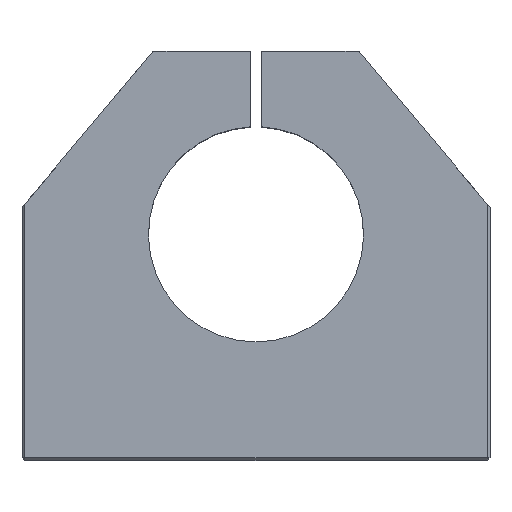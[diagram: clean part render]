
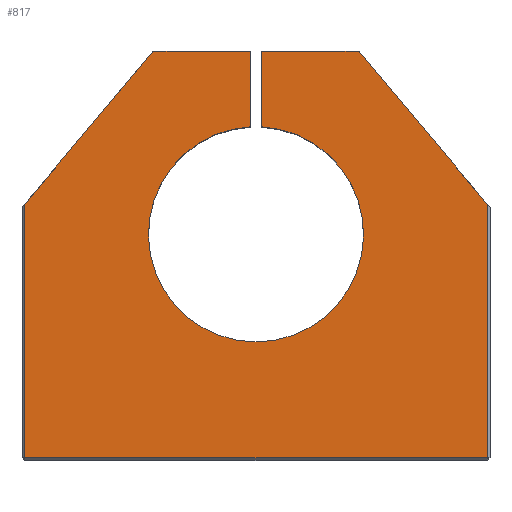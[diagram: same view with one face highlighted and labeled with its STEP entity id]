
A CAD part, top view. The second image highlights one B-rep face of the part: STEP entity #817.
In plain terms, the highlighted planar face has unit normal (0, 0, 1).
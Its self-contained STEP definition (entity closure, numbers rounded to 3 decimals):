
#67=CIRCLE('',#911,20.);
#111=FACE_OUTER_BOUND('',#168,.T.);
#168=EDGE_LOOP('',(#700,#701,#702,#703,#704,#705,#706,#707,#708,#709));
#204=LINE('',#1252,#284);
#208=LINE('',#1297,#288);
#221=LINE('',#1349,#301);
#226=LINE('',#1359,#306);
#247=LINE('',#1401,#327);
#251=LINE('',#1409,#331);
#253=LINE('',#1413,#333);
#254=LINE('',#1417,#334);
#255=LINE('',#1418,#335);
#284=VECTOR('',#985,10.);
#288=VECTOR('',#1005,10.);
#301=VECTOR('',#1064,10.);
#306=VECTOR('',#1073,10.);
#327=VECTOR('',#1112,10.);
#331=VECTOR('',#1124,10.);
#333=VECTOR('',#1128,10.);
#334=VECTOR('',#1131,10.);
#335=VECTOR('',#1132,10.);
#361=VERTEX_POINT('',#1242);
#365=VERTEX_POINT('',#1250);
#371=VERTEX_POINT('',#1293);
#373=VERTEX_POINT('',#1296);
#389=VERTEX_POINT('',#1347);
#392=VERTEX_POINT('',#1357);
#401=VERTEX_POINT('',#1383);
#405=VERTEX_POINT('',#1412);
#406=VERTEX_POINT('',#1414);
#407=VERTEX_POINT('',#1416);
#443=EDGE_CURVE('',#361,#365,#204,.T.);
#453=EDGE_CURVE('',#373,#371,#208,.T.);
#478=EDGE_CURVE('',#389,#371,#221,.T.);
#483=EDGE_CURVE('',#392,#365,#226,.T.);
#505=EDGE_CURVE('',#401,#389,#247,.T.);
#509=EDGE_CURVE('',#361,#401,#251,.T.);
#511=EDGE_CURVE('',#405,#392,#253,.T.);
#512=EDGE_CURVE('',#406,#405,#67,.T.);
#513=EDGE_CURVE('',#407,#406,#254,.T.);
#514=EDGE_CURVE('',#373,#407,#255,.T.);
#700=ORIENTED_EDGE('',*,*,#453,.T.);
#701=ORIENTED_EDGE('',*,*,#478,.F.);
#702=ORIENTED_EDGE('',*,*,#505,.F.);
#703=ORIENTED_EDGE('',*,*,#509,.F.);
#704=ORIENTED_EDGE('',*,*,#443,.T.);
#705=ORIENTED_EDGE('',*,*,#483,.F.);
#706=ORIENTED_EDGE('',*,*,#511,.F.);
#707=ORIENTED_EDGE('',*,*,#512,.F.);
#708=ORIENTED_EDGE('',*,*,#513,.F.);
#709=ORIENTED_EDGE('',*,*,#514,.F.);
#769=PLANE('',#910);
#817=ADVANCED_FACE('',(#111),#769,.T.);
#910=AXIS2_PLACEMENT_3D('',#1411,#1126,#1127);
#911=AXIS2_PLACEMENT_3D('',#1415,#1129,#1130);
#985=DIRECTION('',(-0.643,0.766,0.));
#1005=DIRECTION('',(-0.643,-0.766,0.));
#1064=DIRECTION('',(0.,1.,0.));
#1073=DIRECTION('',(1.,0.,0.));
#1112=DIRECTION('',(-1.,0.,0.));
#1124=DIRECTION('',(0.,-1.,0.));
#1126=DIRECTION('center_axis',(0.,0.,1.));
#1127=DIRECTION('ref_axis',(1.,0.,0.));
#1128=DIRECTION('',(0.,1.,0.));
#1129=DIRECTION('center_axis',(0.,0.,1.));
#1130=DIRECTION('ref_axis',(0.05,-0.999,0.));
#1131=DIRECTION('',(0.,-1.,0.));
#1132=DIRECTION('',(1.,0.,0.));
#1242=CARTESIAN_POINT('',(43.,9.596,20.));
#1250=CARTESIAN_POINT('',(19.166,38.,20.));
#1252=CARTESIAN_POINT('',(23.798,32.48,20.));
#1293=CARTESIAN_POINT('',(-43.,9.596,20.));
#1296=CARTESIAN_POINT('',(-19.166,38.,20.));
#1297=CARTESIAN_POINT('',(-35.965,17.98,20.));
#1347=CARTESIAN_POINT('',(-43.,-37.5,20.));
#1349=CARTESIAN_POINT('',(-43.,-17.447,20.));
#1357=CARTESIAN_POINT('',(1.,38.,20.));
#1359=CARTESIAN_POINT('',(43.5,38.,20.));
#1383=CARTESIAN_POINT('',(43.,-37.5,20.));
#1401=CARTESIAN_POINT('',(21.75,-37.5,20.));
#1409=CARTESIAN_POINT('',(43.,20.553,20.));
#1411=CARTESIAN_POINT('Origin',(0.,3.105,20.));
#1412=CARTESIAN_POINT('',(1.,23.975,20.));
#1413=CARTESIAN_POINT('',(1.,38.,20.));
#1414=CARTESIAN_POINT('',(-1.,23.975,20.));
#1415=CARTESIAN_POINT('Origin',(0.,4.,20.));
#1416=CARTESIAN_POINT('',(-1.,38.,20.));
#1417=CARTESIAN_POINT('',(-1.,23.975,20.));
#1418=CARTESIAN_POINT('',(-1.,38.,20.));
